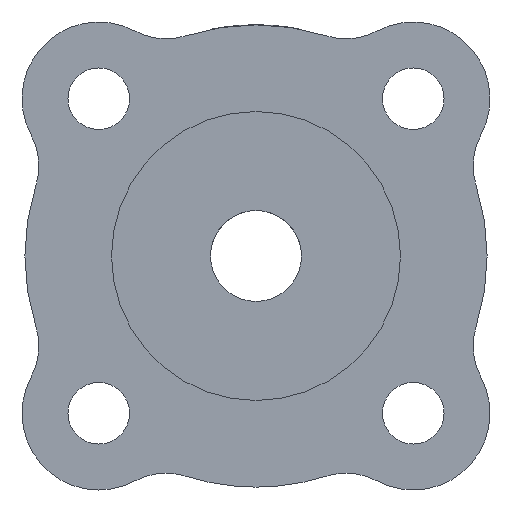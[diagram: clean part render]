
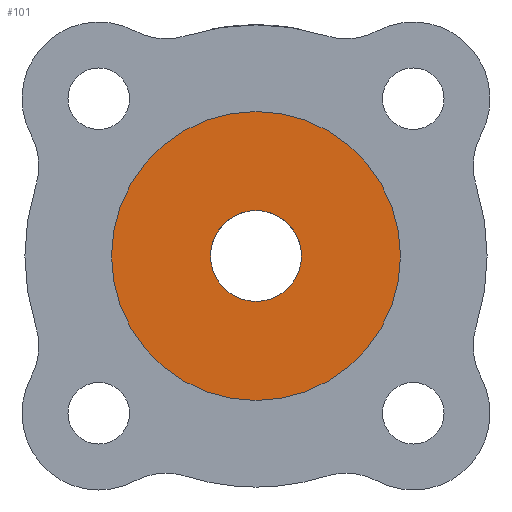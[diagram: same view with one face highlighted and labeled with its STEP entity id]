
A CAD part, front view. The second image highlights one B-rep face of the part: STEP entity #101.
In plain terms, the highlighted planar face has unit normal (0, -1, 0).
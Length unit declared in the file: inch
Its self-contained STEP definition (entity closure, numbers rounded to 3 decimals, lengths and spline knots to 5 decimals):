
#1 = VERTEX_POINT ( 'NONE', #1459 ) ;
#80 = DIRECTION ( 'NONE',  ( 0., 0., 1. ) ) ;
#97 = FACE_BOUND ( 'NONE', #538, .T. ) ;
#101 = ADVANCED_FACE ( 'NONE', ( #97, #1071 ), #1294, .F. ) ;
#177 = CIRCLE ( 'NONE', #657, 0.25 ) ;
#178 = CIRCLE ( 'NONE', #390, 0.07874 ) ;
#207 = CARTESIAN_POINT ( 'NONE',  ( 0., 0., 0. ) ) ;
#211 = CIRCLE ( 'NONE', #634, 0.25 ) ;
#220 = VERTEX_POINT ( 'NONE', #1085 ) ;
#251 = CARTESIAN_POINT ( 'NONE',  ( 0., 0., 0.25 ) ) ;
#322 = DIRECTION ( 'NONE',  ( 0., 0., 1. ) ) ;
#390 = AXIS2_PLACEMENT_3D ( 'NONE', #207, #1039, #322 ) ;
#400 = CARTESIAN_POINT ( 'NONE',  ( 0., 0., 0. ) ) ;
#434 = ORIENTED_EDGE ( 'NONE', *, *, #1238, .F. ) ;
#441 = ORIENTED_EDGE ( 'NONE', *, *, #1240, .F. ) ;
#496 = DIRECTION ( 'NONE',  ( 0., 0., 1. ) ) ;
#538 = EDGE_LOOP ( 'NONE', ( #1375, #1016 ) ) ;
#562 = VERTEX_POINT ( 'NONE', #251 ) ;
#634 = AXIS2_PLACEMENT_3D ( 'NONE', #1532, #731, #80 ) ;
#647 = DIRECTION ( 'NONE',  ( 0., 1., 0. ) ) ;
#657 = AXIS2_PLACEMENT_3D ( 'NONE', #400, #1263, #496 ) ;
#714 = AXIS2_PLACEMENT_3D ( 'NONE', #1426, #647, #1208 ) ;
#731 = DIRECTION ( 'NONE',  ( 0., 1., 0. ) ) ;
#968 = CIRCLE ( 'NONE', #714, 0.07874 ) ;
#1016 = ORIENTED_EDGE ( 'NONE', *, *, #1147, .T. ) ;
#1018 = VERTEX_POINT ( 'NONE', #1132 ) ;
#1032 = CARTESIAN_POINT ( 'NONE',  ( 0., 0., 0. ) ) ;
#1039 = DIRECTION ( 'NONE',  ( 0., 1., 0. ) ) ;
#1071 = FACE_OUTER_BOUND ( 'NONE', #1415, .T. ) ;
#1085 = CARTESIAN_POINT ( 'NONE',  ( 0., 0., -0.07874 ) ) ;
#1132 = CARTESIAN_POINT ( 'NONE',  ( 0., 0., -0.25 ) ) ;
#1147 = EDGE_CURVE ( 'NONE', #220, #1, #178, .T. ) ;
#1185 = DIRECTION ( 'NONE',  ( 0., 0., 1. ) ) ;
#1208 = DIRECTION ( 'NONE',  ( 0., 0., 1. ) ) ;
#1238 = EDGE_CURVE ( 'NONE', #1018, #562, #177, .T. ) ;
#1240 = EDGE_CURVE ( 'NONE', #562, #1018, #211, .T. ) ;
#1263 = DIRECTION ( 'NONE',  ( 0., 1., 0. ) ) ;
#1284 = EDGE_CURVE ( 'NONE', #1, #220, #968, .T. ) ;
#1294 = PLANE ( 'NONE',  #1498 ) ;
#1375 = ORIENTED_EDGE ( 'NONE', *, *, #1284, .T. ) ;
#1415 = EDGE_LOOP ( 'NONE', ( #434, #441 ) ) ;
#1426 = CARTESIAN_POINT ( 'NONE',  ( 0., 0., 0. ) ) ;
#1459 = CARTESIAN_POINT ( 'NONE',  ( 0., 0., 0.07874 ) ) ;
#1462 = DIRECTION ( 'NONE',  ( 0., 1., 0. ) ) ;
#1498 = AXIS2_PLACEMENT_3D ( 'NONE', #1032, #1462, #1185 ) ;
#1532 = CARTESIAN_POINT ( 'NONE',  ( 0., 0., 0. ) ) ;
